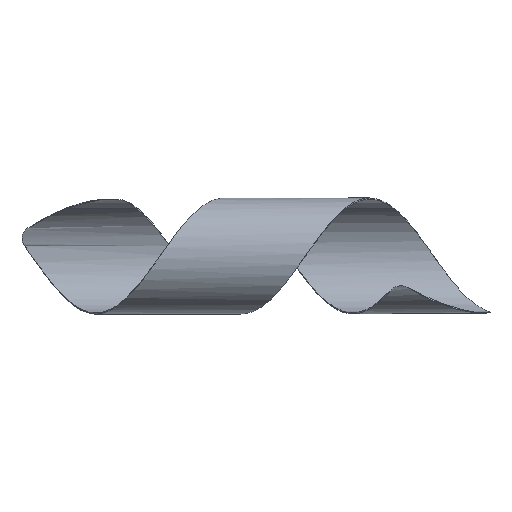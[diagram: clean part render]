
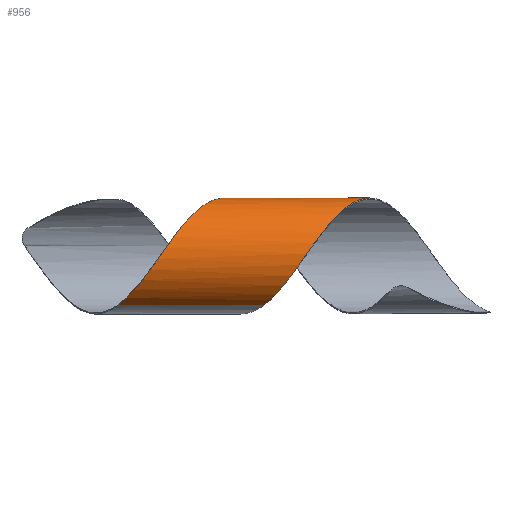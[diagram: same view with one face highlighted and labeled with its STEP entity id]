
A CAD part, top view. The second image highlights one B-rep face of the part: STEP entity #956.
In plain terms, the highlighted cylindrical face has radius 0.497 mm (diameter 0.995 mm), a partial arc.
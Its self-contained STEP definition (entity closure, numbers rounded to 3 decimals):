
#1 = DIRECTION ( 'NONE',  ( -1., 0., 0. ) ) ;
#19 = B_SPLINE_CURVE_WITH_KNOTS ( 'NONE', 3,
 ( #235, #868, #59, #309, #607, #1147, #601, #772, #881, #246 ),
 .UNSPECIFIED., .F., .F.,
 ( 4, 2, 2, 2, 4 ),
 ( 0.001, 0.002, 0.002, 0.003, 0.003 ),
 .UNSPECIFIED. ) ;
#22 = CARTESIAN_POINT ( 'NONE',  ( 17.69, -0.736, -0.047 ) ) ;
#36 = CARTESIAN_POINT ( 'NONE',  ( 17.965, -0.344, -0.015 ) ) ;
#56 = CARTESIAN_POINT ( 'NONE',  ( 20.685, -0.082, -0.772 ) ) ;
#59 = CARTESIAN_POINT ( 'NONE',  ( 19.669, 0.012, -0.524 ) ) ;
#99 = CARTESIAN_POINT ( 'NONE',  ( 18.515, -0.012, -0.662 ) ) ;
#122 = CARTESIAN_POINT ( 'NONE',  ( 18.149, -0.124, -0.155 ) ) ;
#133 = EDGE_LOOP ( 'NONE', ( #541, #380, #233, #899 ) ) ;
#221 = DIRECTION ( 'NONE',  ( 0., -0.843, 0.538 ) ) ;
#233 = ORIENTED_EDGE ( 'NONE', *, *, #798, .F. ) ;
#235 = CARTESIAN_POINT ( 'NONE',  ( 19.852, -0.082, -0.772 ) ) ;
#246 = CARTESIAN_POINT ( 'NONE',  ( 18.752, -0.921, -0.237 ) ) ;
#256 = VERTEX_POINT ( 'NONE', #843 ) ;
#279 = CARTESIAN_POINT ( 'NONE',  ( 18.607, -0.082, -0.772 ) ) ;
#305 = B_SPLINE_CURVE_WITH_KNOTS ( 'NONE', 3,
 ( #558, #849, #22, #387, #36, #122, #922, #377, #99, #279 ),
 .UNSPECIFIED., .F., .F.,
 ( 4, 2, 2, 2, 4 ),
 ( 0.001, 0.002, 0.002, 0.003, 0.003 ),
 .UNSPECIFIED. ) ;
#309 = CARTESIAN_POINT ( 'NONE',  ( 19.485, -0.044, -0.27 ) ) ;
#319 = AXIS2_PLACEMENT_3D ( 'NONE', #789, #954, #221 ) ;
#368 = VERTEX_POINT ( 'NONE', #774 ) ;
#377 = CARTESIAN_POINT ( 'NONE',  ( 18.424, 0.013, -0.524 ) ) ;
#380 = ORIENTED_EDGE ( 'NONE', *, *, #409, .T. ) ;
#387 = CARTESIAN_POINT ( 'NONE',  ( 17.874, -0.482, 0.009 ) ) ;
#409 = EDGE_CURVE ( 'NONE', #256, #462, #969, .T. ) ;
#413 = CARTESIAN_POINT ( 'NONE',  ( 18.607, -0.082, -0.772 ) ) ;
#446 = CARTESIAN_POINT ( 'NONE',  ( 20.685, -0.921, -0.237 ) ) ;
#462 = VERTEX_POINT ( 'NONE', #413 ) ;
#541 = ORIENTED_EDGE ( 'NONE', *, *, #1083, .F. ) ;
#558 = CARTESIAN_POINT ( 'NONE',  ( 17.507, -0.921, -0.237 ) ) ;
#585 = EDGE_CURVE ( 'NONE', #368, #1090, #621, .T. ) ;
#601 = CARTESIAN_POINT ( 'NONE',  ( 19.119, -0.482, 0.009 ) ) ;
#607 = CARTESIAN_POINT ( 'NONE',  ( 19.394, -0.124, -0.155 ) ) ;
#614 = CARTESIAN_POINT ( 'NONE',  ( 17.507, -0.921, -0.237 ) ) ;
#621 = LINE ( 'NONE', #446, #874 ) ;
#697 = CYLINDRICAL_SURFACE ( 'NONE', #319, 0.498 ) ;
#741 = VECTOR ( 'NONE', #975, 1000. ) ;
#772 = CARTESIAN_POINT ( 'NONE',  ( 18.936, -0.736, -0.047 ) ) ;
#774 = CARTESIAN_POINT ( 'NONE',  ( 18.752, -0.921, -0.237 ) ) ;
#789 = CARTESIAN_POINT ( 'NONE',  ( 20.685, -0.501, -0.505 ) ) ;
#798 = EDGE_CURVE ( 'NONE', #1090, #462, #305, .T. ) ;
#843 = CARTESIAN_POINT ( 'NONE',  ( 19.852, -0.082, -0.772 ) ) ;
#849 = CARTESIAN_POINT ( 'NONE',  ( 17.599, -0.851, -0.127 ) ) ;
#868 = CARTESIAN_POINT ( 'NONE',  ( 19.76, -0.012, -0.662 ) ) ;
#874 = VECTOR ( 'NONE', #1, 1000. ) ;
#881 = CARTESIAN_POINT ( 'NONE',  ( 18.844, -0.851, -0.127 ) ) ;
#899 = ORIENTED_EDGE ( 'NONE', *, *, #585, .F. ) ;
#922 = CARTESIAN_POINT ( 'NONE',  ( 18.24, -0.044, -0.27 ) ) ;
#949 = FACE_OUTER_BOUND ( 'NONE', #133, .T. ) ;
#954 = DIRECTION ( 'NONE',  ( -1., 0., 0. ) ) ;
#956 = ADVANCED_FACE ( 'NONE', ( #949 ), #697, .T. ) ;
#969 = LINE ( 'NONE', #56, #741 ) ;
#975 = DIRECTION ( 'NONE',  ( -1., 0., 0. ) ) ;
#1083 = EDGE_CURVE ( 'NONE', #256, #368, #19, .T. ) ;
#1090 = VERTEX_POINT ( 'NONE', #614 ) ;
#1147 = CARTESIAN_POINT ( 'NONE',  ( 19.211, -0.344, -0.015 ) ) ;
